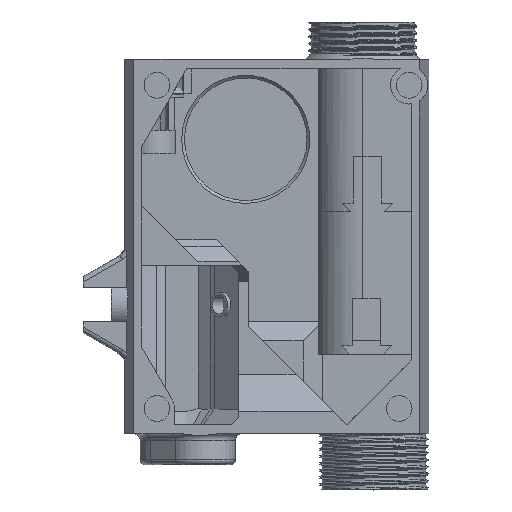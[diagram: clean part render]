
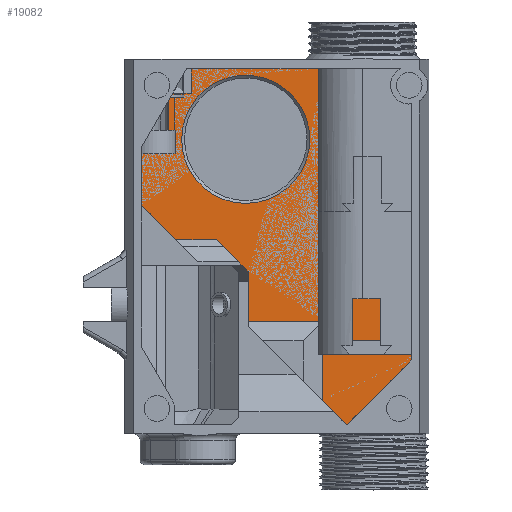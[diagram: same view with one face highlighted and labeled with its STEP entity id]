
A CAD part, top view. The second image highlights one B-rep face of the part: STEP entity #19082.
In plain terms, the highlighted planar face has unit normal (0, 0, 1).
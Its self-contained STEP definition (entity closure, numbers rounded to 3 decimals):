
#87=FACE_BOUND('',#2119,.T.);
#198=(
BOUNDED_CURVE()
B_SPLINE_CURVE(2,(#29107,#29108,#29109),.UNSPECIFIED.,.F.,.F.)
B_SPLINE_CURVE_WITH_KNOTS((3,3),(0.,0.359),.UNSPECIFIED.)
CURVE()
GEOMETRIC_REPRESENTATION_ITEM()
RATIONAL_B_SPLINE_CURVE((1.,1.211,1.))
REPRESENTATION_ITEM('')
);
#199=(
BOUNDED_CURVE()
B_SPLINE_CURVE(2,(#29113,#29114,#29115),.UNSPECIFIED.,.F.,.F.)
B_SPLINE_CURVE_WITH_KNOTS((3,3),(0.32,0.769),
 .UNSPECIFIED.)
CURVE()
GEOMETRIC_REPRESENTATION_ITEM()
RATIONAL_B_SPLINE_CURVE((2.466,3.308,3.637))
REPRESENTATION_ITEM('')
);
#290=PLANE('',#20215);
#1050=FACE_OUTER_BOUND('',#2118,.T.);
#2118=EDGE_LOOP('',(#12911,#12912,#12913,#12914,#12915,#12916,#12917,#12918,
#12919,#12920,#12921,#12922,#12923,#12924,#12925,#12926,#12927,#12928,#12929,
#12930));
#2119=EDGE_LOOP('',(#12931));
#3276=CIRCLE('',#20216,13.694);
#4260=LINE('',#29062,#6088);
#4263=LINE('',#29103,#6091);
#4264=LINE('',#29105,#6092);
#4265=LINE('',#29111,#6093);
#4266=LINE('',#29117,#6094);
#4267=LINE('',#29119,#6095);
#4268=LINE('',#29121,#6096);
#4269=LINE('',#29123,#6097);
#4270=LINE('',#29125,#6098);
#4271=LINE('',#29127,#6099);
#4272=LINE('',#29129,#6100);
#4273=LINE('',#29131,#6101);
#4274=LINE('',#29133,#6102);
#4275=LINE('',#29135,#6103);
#4276=LINE('',#29137,#6104);
#4277=LINE('',#29139,#6105);
#4278=LINE('',#29141,#6106);
#4279=LINE('',#29142,#6107);
#6088=VECTOR('',#22032,10.);
#6091=VECTOR('',#22049,10.);
#6092=VECTOR('',#22050,10.);
#6093=VECTOR('',#22051,10.);
#6094=VECTOR('',#22052,10.);
#6095=VECTOR('',#22053,10.);
#6096=VECTOR('',#22054,10.);
#6097=VECTOR('',#22055,10.);
#6098=VECTOR('',#22056,10.);
#6099=VECTOR('',#22057,10.);
#6100=VECTOR('',#22058,10.);
#6101=VECTOR('',#22059,10.);
#6102=VECTOR('',#22060,10.);
#6103=VECTOR('',#22061,10.);
#6104=VECTOR('',#22062,10.);
#6105=VECTOR('',#22063,10.);
#6106=VECTOR('',#22064,10.);
#6107=VECTOR('',#22065,10.);
#7964=VERTEX_POINT('',#29060);
#7965=VERTEX_POINT('',#29061);
#7977=VERTEX_POINT('',#29102);
#7978=VERTEX_POINT('',#29104);
#7979=VERTEX_POINT('',#29106);
#7980=VERTEX_POINT('',#29110);
#7981=VERTEX_POINT('',#29112);
#7982=VERTEX_POINT('',#29116);
#7983=VERTEX_POINT('',#29118);
#7984=VERTEX_POINT('',#29120);
#7985=VERTEX_POINT('',#29122);
#7986=VERTEX_POINT('',#29124);
#7987=VERTEX_POINT('',#29126);
#7988=VERTEX_POINT('',#29128);
#7989=VERTEX_POINT('',#29130);
#7990=VERTEX_POINT('',#29132);
#7991=VERTEX_POINT('',#29134);
#7992=VERTEX_POINT('',#29136);
#7993=VERTEX_POINT('',#29138);
#7994=VERTEX_POINT('',#29140);
#7995=VERTEX_POINT('',#29143);
#9913=EDGE_CURVE('',#7964,#7965,#4260,.T.);
#9927=EDGE_CURVE('',#7977,#7965,#4263,.T.);
#9928=EDGE_CURVE('',#7964,#7978,#4264,.T.);
#9929=EDGE_CURVE('',#7979,#7978,#198,.T.);
#9930=EDGE_CURVE('',#7979,#7980,#4265,.T.);
#9931=EDGE_CURVE('',#7981,#7980,#199,.T.);
#9932=EDGE_CURVE('',#7981,#7982,#4266,.F.);
#9933=EDGE_CURVE('',#7982,#7983,#4267,.T.);
#9934=EDGE_CURVE('',#7984,#7983,#4268,.T.);
#9935=EDGE_CURVE('',#7985,#7984,#4269,.F.);
#9936=EDGE_CURVE('',#7985,#7986,#4270,.T.);
#9937=EDGE_CURVE('',#7987,#7986,#4271,.T.);
#9938=EDGE_CURVE('',#7987,#7988,#4272,.T.);
#9939=EDGE_CURVE('',#7988,#7989,#4273,.T.);
#9940=EDGE_CURVE('',#7990,#7989,#4274,.T.);
#9941=EDGE_CURVE('',#7990,#7991,#4275,.T.);
#9942=EDGE_CURVE('',#7992,#7991,#4276,.T.);
#9943=EDGE_CURVE('',#7992,#7993,#4277,.T.);
#9944=EDGE_CURVE('',#7993,#7994,#4278,.T.);
#9945=EDGE_CURVE('',#7977,#7994,#4279,.T.);
#9946=EDGE_CURVE('',#7995,#7995,#3276,.T.);
#12911=ORIENTED_EDGE('',*,*,#9927,.T.);
#12912=ORIENTED_EDGE('',*,*,#9913,.F.);
#12913=ORIENTED_EDGE('',*,*,#9928,.T.);
#12914=ORIENTED_EDGE('',*,*,#9929,.F.);
#12915=ORIENTED_EDGE('',*,*,#9930,.T.);
#12916=ORIENTED_EDGE('',*,*,#9931,.F.);
#12917=ORIENTED_EDGE('',*,*,#9932,.T.);
#12918=ORIENTED_EDGE('',*,*,#9933,.T.);
#12919=ORIENTED_EDGE('',*,*,#9934,.F.);
#12920=ORIENTED_EDGE('',*,*,#9935,.F.);
#12921=ORIENTED_EDGE('',*,*,#9936,.T.);
#12922=ORIENTED_EDGE('',*,*,#9937,.F.);
#12923=ORIENTED_EDGE('',*,*,#9938,.T.);
#12924=ORIENTED_EDGE('',*,*,#9939,.T.);
#12925=ORIENTED_EDGE('',*,*,#9940,.F.);
#12926=ORIENTED_EDGE('',*,*,#9941,.T.);
#12927=ORIENTED_EDGE('',*,*,#9942,.F.);
#12928=ORIENTED_EDGE('',*,*,#9943,.T.);
#12929=ORIENTED_EDGE('',*,*,#9944,.T.);
#12930=ORIENTED_EDGE('',*,*,#9945,.F.);
#12931=ORIENTED_EDGE('',*,*,#9946,.F.);
#19082=ADVANCED_FACE('',(#1050,#87),#290,.F.);
#20215=AXIS2_PLACEMENT_3D('',#29101,#22047,#22048);
#20216=AXIS2_PLACEMENT_3D('',#29144,#22066,#22067);
#22032=DIRECTION('',(1.,0.,0.));
#22047=DIRECTION('center_axis',(0.,0.,-1.));
#22048=DIRECTION('ref_axis',(-1.,0.,0.));
#22049=DIRECTION('',(0.,-1.,0.));
#22050=DIRECTION('',(0.,-1.,0.));
#22051=DIRECTION('',(-1.,0.,0.));
#22052=DIRECTION('',(0.,1.,0.));
#22053=DIRECTION('',(0.707,-0.707,0.));
#22054=DIRECTION('',(-1.,0.,0.));
#22055=DIRECTION('',(0.707,-0.707,0.));
#22056=DIRECTION('',(0.,-1.,0.));
#22057=DIRECTION('',(-1.,0.,0.));
#22058=DIRECTION('',(0.,-1.,0.));
#22059=DIRECTION('',(0.707,-0.707,0.));
#22060=DIRECTION('',(-1.,0.,0.));
#22061=DIRECTION('',(0.707,0.707,0.));
#22062=DIRECTION('',(0.,-1.,0.));
#22063=DIRECTION('',(-1.,0.,0.));
#22064=DIRECTION('',(0.,1.,0.));
#22065=DIRECTION('',(1.,0.,0.));
#22066=DIRECTION('center_axis',(0.,0.,1.));
#22067=DIRECTION('ref_axis',(-1.,0.,0.));
#29060=CARTESIAN_POINT('',(-23.171,27.75,2.));
#29061=CARTESIAN_POINT('',(-18.264,27.75,2.));
#29062=CARTESIAN_POINT('',(-12.354,27.75,2.));
#29101=CARTESIAN_POINT('Origin',(0.,-5.,2.));
#29102=CARTESIAN_POINT('',(-18.264,33.,2.));
#29103=CARTESIAN_POINT('',(-18.264,14.,2.));
#29104=CARTESIAN_POINT('',(-23.171,18.25,2.));
#29105=CARTESIAN_POINT('',(-23.171,35.,2.));
#29106=CARTESIAN_POINT('',(-25.962,16.,2.));
#29107=CARTESIAN_POINT('Ctrl Pts',(-25.962,16.,2.));
#29108=CARTESIAN_POINT('Ctrl Pts',(-25.201,16.338,2.));
#29109=CARTESIAN_POINT('Ctrl Pts',(-23.171,18.25,2.));
#29110=CARTESIAN_POINT('',(-27.162,16.,2.));
#29111=CARTESIAN_POINT('',(-13.281,16.,2.));
#29112=CARTESIAN_POINT('',(-28.825,17.216,2.));
#29113=CARTESIAN_POINT('Ctrl Pts',(-28.825,17.216,2.));
#29114=CARTESIAN_POINT('Ctrl Pts',(-27.735,16.255,2.));
#29115=CARTESIAN_POINT('Ctrl Pts',(-27.162,16.,2.));
#29116=CARTESIAN_POINT('',(-28.825,3.75,2.));
#29117=CARTESIAN_POINT('',(-28.825,-24.,2.));
#29118=CARTESIAN_POINT('',(-21.575,-3.5,2.));
#29119=CARTESIAN_POINT('',(-17.244,-7.831,2.));
#29120=CARTESIAN_POINT('',(-12.868,-3.5,2.));
#29121=CARTESIAN_POINT('',(-3.059,-3.5,2.));
#29122=CARTESIAN_POINT('',(-6.118,-10.25,2.));
#29123=CARTESIAN_POINT('',(-7.213,-9.154,2.));
#29124=CARTESIAN_POINT('',(-6.118,-20.978,2.));
#29125=CARTESIAN_POINT('',(-6.118,-6.,2.));
#29126=CARTESIAN_POINT('',(9.79,-20.978,2.));
#29127=CARTESIAN_POINT('',(-0.424,-20.978,2.));
#29128=CARTESIAN_POINT('',(9.79,-37.908,2.));
#29129=CARTESIAN_POINT('',(9.79,-24.,2.));
#29130=CARTESIAN_POINT('',(14.882,-43.,2.));
#29131=CARTESIAN_POINT('',(-3.588,-24.529,2.));
#29132=CARTESIAN_POINT('',(15.075,-43.,2.));
#29133=CARTESIAN_POINT('',(28.825,-43.,2.));
#29134=CARTESIAN_POINT('',(28.825,-29.25,2.));
#29135=CARTESIAN_POINT('',(24.244,-33.831,2.));
#29136=CARTESIAN_POINT('',(28.825,2.5,2.));
#29137=CARTESIAN_POINT('',(28.825,33.,2.));
#29138=CARTESIAN_POINT('',(9.805,2.5,2.));
#29139=CARTESIAN_POINT('',(9.711,2.5,2.));
#29140=CARTESIAN_POINT('',(9.805,33.,2.));
#29141=CARTESIAN_POINT('',(9.805,33.,2.));
#29142=CARTESIAN_POINT('',(-28.825,33.,2.));
#29143=CARTESIAN_POINT('',(7.096,17.955,2.));
#29144=CARTESIAN_POINT('Origin',(-6.598,17.955,2.));
